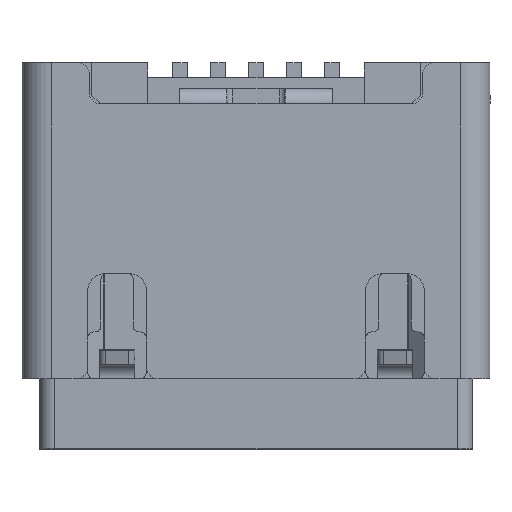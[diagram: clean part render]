
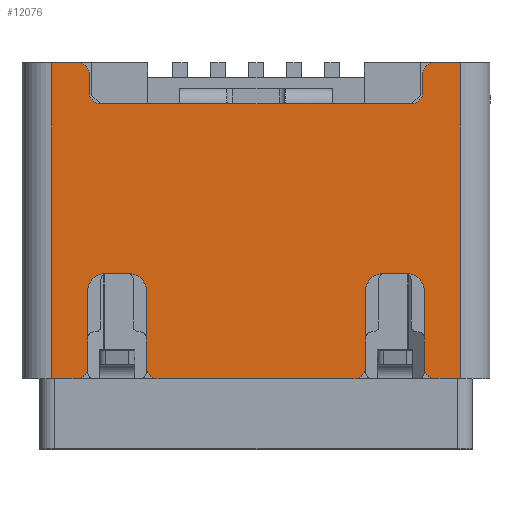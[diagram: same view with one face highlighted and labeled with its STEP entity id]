
A CAD part, top view. The second image highlights one B-rep face of the part: STEP entity #12076.
In plain terms, the highlighted planar face has unit normal (0, 0, 1).
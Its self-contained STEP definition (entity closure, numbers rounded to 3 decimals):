
#576=PLANE('',#13153);
#1190=FACE_OUTER_BOUND('',#1852,.T.);
#1852=EDGE_LOOP('',(#10964,#10965,#10966,#10967,#10968,#10969,#10970,#10971,
#10972,#10973,#10974,#10975,#10976,#10977,#10978,#10979,#10980,#10981,#10982,
#10983,#10984,#10985,#10986,#10987,#10988,#10989,#10990,#10991));
#3082=LINE('',#20555,#4396);
#3088=LINE('',#20573,#4402);
#3091=LINE('',#20581,#4405);
#3095=LINE('',#20596,#4409);
#3098=LINE('',#20602,#4412);
#3099=LINE('',#20606,#4413);
#3100=LINE('',#20610,#4414);
#3101=LINE('',#20614,#4415);
#3102=LINE('',#20618,#4416);
#3103=LINE('',#20622,#4417);
#3104=LINE('',#20626,#4418);
#3105=LINE('',#20630,#4419);
#3106=LINE('',#20633,#4420);
#3107=LINE('',#20637,#4421);
#3108=LINE('',#20641,#4422);
#3109=LINE('',#20645,#4423);
#4396=VECTOR('',#16224,10.);
#4402=VECTOR('',#16248,10.);
#4405=VECTOR('',#16255,10.);
#4409=VECTOR('',#16275,10.);
#4412=VECTOR('',#16280,10.);
#4413=VECTOR('',#16283,10.);
#4414=VECTOR('',#16286,10.);
#4415=VECTOR('',#16289,10.);
#4416=VECTOR('',#16292,10.);
#4417=VECTOR('',#16295,10.);
#4418=VECTOR('',#16298,10.);
#4419=VECTOR('',#16301,10.);
#4420=VECTOR('',#16304,10.);
#4421=VECTOR('',#16307,10.);
#4422=VECTOR('',#16310,10.);
#4423=VECTOR('',#16313,10.);
#4884=CIRCLE('',#13154,0.2);
#4885=CIRCLE('',#13155,0.3);
#4886=CIRCLE('',#13156,0.3);
#4887=CIRCLE('',#13157,0.2);
#4888=CIRCLE('',#13158,0.2);
#4889=CIRCLE('',#13159,0.3);
#4890=CIRCLE('',#13160,0.3);
#4891=CIRCLE('',#13161,0.2);
#4892=CIRCLE('',#13162,0.2);
#4893=CIRCLE('',#13163,0.2);
#4894=CIRCLE('',#13164,0.2);
#4895=CIRCLE('',#13165,0.2);
#5916=VERTEX_POINT('',#20552);
#5917=VERTEX_POINT('',#20554);
#5920=VERTEX_POINT('',#20572);
#5922=VERTEX_POINT('',#20578);
#5923=VERTEX_POINT('',#20580);
#5926=VERTEX_POINT('',#20595);
#5928=VERTEX_POINT('',#20601);
#5929=VERTEX_POINT('',#20603);
#5930=VERTEX_POINT('',#20605);
#5931=VERTEX_POINT('',#20607);
#5932=VERTEX_POINT('',#20609);
#5933=VERTEX_POINT('',#20611);
#5934=VERTEX_POINT('',#20613);
#5935=VERTEX_POINT('',#20615);
#5936=VERTEX_POINT('',#20617);
#5937=VERTEX_POINT('',#20619);
#5938=VERTEX_POINT('',#20621);
#5939=VERTEX_POINT('',#20623);
#5940=VERTEX_POINT('',#20625);
#5941=VERTEX_POINT('',#20627);
#5942=VERTEX_POINT('',#20629);
#5943=VERTEX_POINT('',#20632);
#5944=VERTEX_POINT('',#20634);
#5945=VERTEX_POINT('',#20636);
#5946=VERTEX_POINT('',#20638);
#5947=VERTEX_POINT('',#20640);
#5948=VERTEX_POINT('',#20642);
#5949=VERTEX_POINT('',#20644);
#7605=EDGE_CURVE('',#5917,#5916,#3082,.T.);
#7614=EDGE_CURVE('',#5917,#5920,#3088,.T.);
#7618=EDGE_CURVE('',#5923,#5922,#3091,.T.);
#7625=EDGE_CURVE('',#5923,#5926,#3095,.T.);
#7628=EDGE_CURVE('',#5928,#5916,#3098,.T.);
#7629=EDGE_CURVE('',#5929,#5928,#4884,.T.);
#7630=EDGE_CURVE('',#5930,#5929,#3099,.T.);
#7631=EDGE_CURVE('',#5931,#5930,#4885,.T.);
#7632=EDGE_CURVE('',#5932,#5931,#3100,.T.);
#7633=EDGE_CURVE('',#5933,#5932,#4886,.T.);
#7634=EDGE_CURVE('',#5934,#5933,#3101,.T.);
#7635=EDGE_CURVE('',#5935,#5934,#4887,.T.);
#7636=EDGE_CURVE('',#5936,#5935,#3102,.T.);
#7637=EDGE_CURVE('',#5937,#5936,#4888,.T.);
#7638=EDGE_CURVE('',#5938,#5937,#3103,.T.);
#7639=EDGE_CURVE('',#5939,#5938,#4889,.T.);
#7640=EDGE_CURVE('',#5940,#5939,#3104,.T.);
#7641=EDGE_CURVE('',#5941,#5940,#4890,.T.);
#7642=EDGE_CURVE('',#5942,#5941,#3105,.T.);
#7643=EDGE_CURVE('',#5926,#5942,#4891,.T.);
#7644=EDGE_CURVE('',#5943,#5922,#3106,.T.);
#7645=EDGE_CURVE('',#5944,#5943,#4892,.T.);
#7646=EDGE_CURVE('',#5945,#5944,#3107,.T.);
#7647=EDGE_CURVE('',#5946,#5945,#4893,.T.);
#7648=EDGE_CURVE('',#5947,#5946,#3108,.T.);
#7649=EDGE_CURVE('',#5948,#5947,#4894,.T.);
#7650=EDGE_CURVE('',#5949,#5948,#3109,.T.);
#7651=EDGE_CURVE('',#5920,#5949,#4895,.T.);
#10964=ORIENTED_EDGE('',*,*,#7605,.T.);
#10965=ORIENTED_EDGE('',*,*,#7628,.F.);
#10966=ORIENTED_EDGE('',*,*,#7629,.F.);
#10967=ORIENTED_EDGE('',*,*,#7630,.F.);
#10968=ORIENTED_EDGE('',*,*,#7631,.F.);
#10969=ORIENTED_EDGE('',*,*,#7632,.F.);
#10970=ORIENTED_EDGE('',*,*,#7633,.F.);
#10971=ORIENTED_EDGE('',*,*,#7634,.F.);
#10972=ORIENTED_EDGE('',*,*,#7635,.F.);
#10973=ORIENTED_EDGE('',*,*,#7636,.F.);
#10974=ORIENTED_EDGE('',*,*,#7637,.F.);
#10975=ORIENTED_EDGE('',*,*,#7638,.F.);
#10976=ORIENTED_EDGE('',*,*,#7639,.F.);
#10977=ORIENTED_EDGE('',*,*,#7640,.F.);
#10978=ORIENTED_EDGE('',*,*,#7641,.F.);
#10979=ORIENTED_EDGE('',*,*,#7642,.F.);
#10980=ORIENTED_EDGE('',*,*,#7643,.F.);
#10981=ORIENTED_EDGE('',*,*,#7625,.F.);
#10982=ORIENTED_EDGE('',*,*,#7618,.T.);
#10983=ORIENTED_EDGE('',*,*,#7644,.F.);
#10984=ORIENTED_EDGE('',*,*,#7645,.F.);
#10985=ORIENTED_EDGE('',*,*,#7646,.F.);
#10986=ORIENTED_EDGE('',*,*,#7647,.F.);
#10987=ORIENTED_EDGE('',*,*,#7648,.F.);
#10988=ORIENTED_EDGE('',*,*,#7649,.F.);
#10989=ORIENTED_EDGE('',*,*,#7650,.F.);
#10990=ORIENTED_EDGE('',*,*,#7651,.F.);
#10991=ORIENTED_EDGE('',*,*,#7614,.F.);
#12076=ADVANCED_FACE('',(#1190),#576,.T.);
#13153=AXIS2_PLACEMENT_3D('',#20600,#16278,#16279);
#13154=AXIS2_PLACEMENT_3D('',#20604,#16281,#16282);
#13155=AXIS2_PLACEMENT_3D('',#20608,#16284,#16285);
#13156=AXIS2_PLACEMENT_3D('',#20612,#16287,#16288);
#13157=AXIS2_PLACEMENT_3D('',#20616,#16290,#16291);
#13158=AXIS2_PLACEMENT_3D('',#20620,#16293,#16294);
#13159=AXIS2_PLACEMENT_3D('',#20624,#16296,#16297);
#13160=AXIS2_PLACEMENT_3D('',#20628,#16299,#16300);
#13161=AXIS2_PLACEMENT_3D('',#20631,#16302,#16303);
#13162=AXIS2_PLACEMENT_3D('',#20635,#16305,#16306);
#13163=AXIS2_PLACEMENT_3D('',#20639,#16308,#16309);
#13164=AXIS2_PLACEMENT_3D('',#20643,#16311,#16312);
#13165=AXIS2_PLACEMENT_3D('',#20646,#16314,#16315);
#16224=DIRECTION('',(0.,-1.,0.));
#16248=DIRECTION('',(1.,0.,0.));
#16255=DIRECTION('',(0.,1.,0.));
#16275=DIRECTION('',(-1.,0.,0.));
#16278=DIRECTION('center_axis',(0.,0.,1.));
#16279=DIRECTION('ref_axis',(1.,0.,0.));
#16280=DIRECTION('',(-1.,0.,0.));
#16281=DIRECTION('center_axis',(0.,0.,-1.));
#16282=DIRECTION('ref_axis',(0.,-1.,0.));
#16283=DIRECTION('',(0.,-1.,0.));
#16284=DIRECTION('center_axis',(0.,0.,1.));
#16285=DIRECTION('ref_axis',(0.,-1.,0.));
#16286=DIRECTION('',(-1.,0.,0.));
#16287=DIRECTION('center_axis',(0.,0.,1.));
#16288=DIRECTION('ref_axis',(-1.,0.,0.));
#16289=DIRECTION('',(0.,1.,0.));
#16290=DIRECTION('center_axis',(0.,0.,-1.));
#16291=DIRECTION('ref_axis',(-1.,0.,0.));
#16292=DIRECTION('',(-1.,0.,0.));
#16293=DIRECTION('center_axis',(0.,0.,-1.));
#16294=DIRECTION('ref_axis',(0.,-1.,0.));
#16295=DIRECTION('',(0.,-1.,0.));
#16296=DIRECTION('center_axis',(0.,0.,1.));
#16297=DIRECTION('ref_axis',(0.,-1.,0.));
#16298=DIRECTION('',(-1.,0.,0.));
#16299=DIRECTION('center_axis',(0.,0.,1.));
#16300=DIRECTION('ref_axis',(-1.,0.,0.));
#16301=DIRECTION('',(0.,1.,0.));
#16302=DIRECTION('center_axis',(0.,0.,-1.));
#16303=DIRECTION('ref_axis',(-1.,0.,0.));
#16304=DIRECTION('',(1.,0.,0.));
#16305=DIRECTION('center_axis',(0.,0.,-1.));
#16306=DIRECTION('ref_axis',(0.,1.,0.));
#16307=DIRECTION('',(0.,1.,0.));
#16308=DIRECTION('center_axis',(0.,0.,1.));
#16309=DIRECTION('ref_axis',(0.,1.,0.));
#16310=DIRECTION('',(1.,0.,0.));
#16311=DIRECTION('center_axis',(0.,0.,1.));
#16312=DIRECTION('ref_axis',(1.,0.,0.));
#16313=DIRECTION('',(0.,-1.,0.));
#16314=DIRECTION('center_axis',(0.,0.,-1.));
#16315=DIRECTION('ref_axis',(1.,0.,0.));
#20552=CARTESIAN_POINT('',(-3.5,-2.7,0.25));
#20554=CARTESIAN_POINT('',(-3.5,2.7,0.25));
#20555=CARTESIAN_POINT('',(-3.5,1.211,0.25));
#20572=CARTESIAN_POINT('',(-3.05,2.7,0.25));
#20573=CARTESIAN_POINT('',(-3.05,2.7,0.25));
#20578=CARTESIAN_POINT('',(3.5,2.7,0.25));
#20580=CARTESIAN_POINT('',(3.5,-2.7,0.25));
#20581=CARTESIAN_POINT('',(3.5,-1.489,0.25));
#20595=CARTESIAN_POINT('',(3.075,-2.7,0.25));
#20596=CARTESIAN_POINT('',(3.075,-2.7,0.25));
#20600=CARTESIAN_POINT('Origin',(0.,-0.278,
0.25));
#20601=CARTESIAN_POINT('',(-3.075,-2.7,0.25));
#20602=CARTESIAN_POINT('',(-4.,-2.7,0.25));
#20603=CARTESIAN_POINT('',(-2.875,-2.5,0.25));
#20604=CARTESIAN_POINT('Origin',(-3.075,-2.5,0.25));
#20605=CARTESIAN_POINT('',(-2.875,-1.2,0.25));
#20606=CARTESIAN_POINT('',(-2.875,-2.5,0.25));
#20607=CARTESIAN_POINT('',(-2.575,-0.9,0.25));
#20608=CARTESIAN_POINT('Origin',(-2.575,-1.2,0.25));
#20609=CARTESIAN_POINT('',(-2.175,-0.9,0.25));
#20610=CARTESIAN_POINT('',(-2.575,-0.9,0.25));
#20611=CARTESIAN_POINT('',(-1.875,-1.2,0.25));
#20612=CARTESIAN_POINT('Origin',(-2.175,-1.2,0.25));
#20613=CARTESIAN_POINT('',(-1.875,-2.5,0.25));
#20614=CARTESIAN_POINT('',(-1.875,-1.2,0.25));
#20615=CARTESIAN_POINT('',(-1.675,-2.7,0.25));
#20616=CARTESIAN_POINT('Origin',(-1.675,-2.5,0.25));
#20617=CARTESIAN_POINT('',(1.675,-2.7,0.25));
#20618=CARTESIAN_POINT('',(-1.675,-2.7,0.25));
#20619=CARTESIAN_POINT('',(1.875,-2.5,0.25));
#20620=CARTESIAN_POINT('Origin',(1.675,-2.5,0.25));
#20621=CARTESIAN_POINT('',(1.875,-1.2,0.25));
#20622=CARTESIAN_POINT('',(1.875,-2.5,0.25));
#20623=CARTESIAN_POINT('',(2.175,-0.9,0.25));
#20624=CARTESIAN_POINT('Origin',(2.175,-1.2,0.25));
#20625=CARTESIAN_POINT('',(2.575,-0.9,0.25));
#20626=CARTESIAN_POINT('',(2.175,-0.9,0.25));
#20627=CARTESIAN_POINT('',(2.875,-1.2,0.25));
#20628=CARTESIAN_POINT('Origin',(2.575,-1.2,0.25));
#20629=CARTESIAN_POINT('',(2.875,-2.5,0.25));
#20630=CARTESIAN_POINT('',(2.875,-1.2,0.25));
#20631=CARTESIAN_POINT('Origin',(3.075,-2.5,0.25));
#20632=CARTESIAN_POINT('',(3.05,2.7,0.25));
#20633=CARTESIAN_POINT('',(4.,2.7,0.25));
#20634=CARTESIAN_POINT('',(2.85,2.5,0.25));
#20635=CARTESIAN_POINT('Origin',(3.05,2.5,0.25));
#20636=CARTESIAN_POINT('',(2.85,2.2,0.25));
#20637=CARTESIAN_POINT('',(2.85,2.5,0.25));
#20638=CARTESIAN_POINT('',(2.65,2.,0.25));
#20639=CARTESIAN_POINT('Origin',(2.65,2.2,0.25));
#20640=CARTESIAN_POINT('',(-2.65,2.,0.25));
#20641=CARTESIAN_POINT('',(2.65,2.,0.25));
#20642=CARTESIAN_POINT('',(-2.85,2.2,0.25));
#20643=CARTESIAN_POINT('Origin',(-2.65,2.2,0.25));
#20644=CARTESIAN_POINT('',(-2.85,2.5,0.25));
#20645=CARTESIAN_POINT('',(-2.85,2.2,0.25));
#20646=CARTESIAN_POINT('Origin',(-3.05,2.5,0.25));
